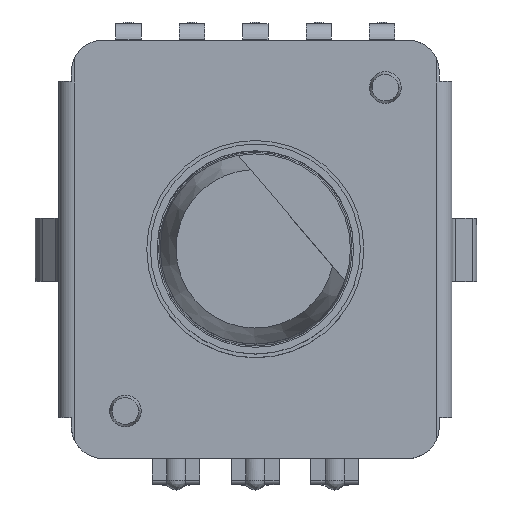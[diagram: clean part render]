
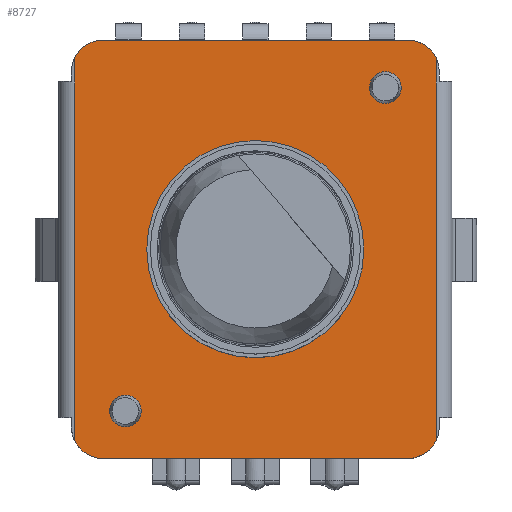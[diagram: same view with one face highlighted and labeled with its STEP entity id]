
A CAD part, top view. The second image highlights one B-rep face of the part: STEP entity #8727.
In plain terms, the highlighted planar face has unit normal (0, 0, 1).
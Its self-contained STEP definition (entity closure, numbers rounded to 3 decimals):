
#248=DIRECTION('',(0.,-1.,0.));
#249=VECTOR('',#248,12.072);
#250=CARTESIAN_POINT('',(13.959,-10.966,3.237));
#251=LINE('',#250,#249);
#267=CARTESIAN_POINT('',(3.459,-11.402,3.237));
#268=DIRECTION('',(0.,0.,1.));
#269=DIRECTION('',(0.,1.,0.));
#270=AXIS2_PLACEMENT_3D('',#267,#268,#269);
#272=DIRECTION('',(-1.,0.,0.));
#273=VECTOR('',#272,9.6);
#274=CARTESIAN_POINT('',(13.059,-10.402,3.237));
#275=LINE('',#274,#273);
#276=CARTESIAN_POINT('',(13.059,-11.402,3.237));
#277=DIRECTION('',(0.,0.,1.));
#278=DIRECTION('',(0.9,0.436,0.));
#279=AXIS2_PLACEMENT_3D('',#276,#277,#278);
#281=CARTESIAN_POINT('',(13.059,-22.602,3.237));
#282=DIRECTION('',(0.,0.,1.));
#283=DIRECTION('',(0.,-1.,0.));
#284=AXIS2_PLACEMENT_3D('',#281,#282,#283);
#286=DIRECTION('',(1.,0.,0.));
#287=VECTOR('',#286,9.6);
#288=CARTESIAN_POINT('',(3.459,-23.602,3.237));
#289=LINE('',#288,#287);
#290=CARTESIAN_POINT('',(3.459,-22.602,3.237));
#291=DIRECTION('',(0.,0.,1.));
#292=DIRECTION('',(-0.9,-0.436,0.));
#293=AXIS2_PLACEMENT_3D('',#290,#291,#292);
#295=CARTESIAN_POINT('',(8.259,-17.002,3.237));
#296=DIRECTION('',(0.,0.,-1.));
#297=DIRECTION('',(1.,0.,0.));
#298=AXIS2_PLACEMENT_3D('',#295,#296,#297);
#300=CARTESIAN_POINT('',(8.259,-17.002,3.237));
#301=DIRECTION('',(0.,0.,-1.));
#302=DIRECTION('',(-1.,0.,0.));
#303=AXIS2_PLACEMENT_3D('',#300,#301,#302);
#305=CARTESIAN_POINT('',(12.359,-11.902,3.237));
#306=DIRECTION('',(0.,0.,1.));
#307=DIRECTION('',(-1.,0.,0.));
#308=AXIS2_PLACEMENT_3D('',#305,#306,#307);
#310=CARTESIAN_POINT('',(12.359,-11.902,3.237));
#311=DIRECTION('',(0.,0.,1.));
#312=DIRECTION('',(1.,0.,0.));
#313=AXIS2_PLACEMENT_3D('',#310,#311,#312);
#351=CARTESIAN_POINT('',(4.159,-22.102,3.237));
#352=DIRECTION('',(0.,0.,1.));
#353=DIRECTION('',(-1.,0.,0.));
#354=AXIS2_PLACEMENT_3D('',#351,#352,#353);
#356=CARTESIAN_POINT('',(4.159,-22.102,3.237));
#357=DIRECTION('',(0.,0.,1.));
#358=DIRECTION('',(1.,0.,0.));
#359=AXIS2_PLACEMENT_3D('',#356,#357,#358);
#736=DIRECTION('',(0.,1.,0.));
#737=VECTOR('',#736,12.072);
#738=CARTESIAN_POINT('',(2.559,-23.038,3.237));
#739=LINE('',#738,#737);
#905=CARTESIAN_POINT('',(2.559,-23.038,3.237));
#6703=VERTEX_POINT('',#905);
#6704=CARTESIAN_POINT('',(2.559,-10.966,3.237));
#6705=VERTEX_POINT('',#6704);
#6707=CARTESIAN_POINT('',(3.459,-10.402,3.237));
#6708=VERTEX_POINT('',#6707);
#6709=CARTESIAN_POINT('',(3.459,-23.602,3.237));
#6710=VERTEX_POINT('',#6709);
#6711=CARTESIAN_POINT('',(13.059,-23.602,3.237));
#6712=VERTEX_POINT('',#6711);
#6713=CARTESIAN_POINT('',(13.959,-23.038,3.237));
#6714=VERTEX_POINT('',#6713);
#6715=CARTESIAN_POINT('',(13.959,-10.966,3.237));
#6716=VERTEX_POINT('',#6715);
#6717=CARTESIAN_POINT('',(13.059,-10.402,3.237));
#6718=VERTEX_POINT('',#6717);
#7983=CARTESIAN_POINT('',(11.684,-17.002,3.237));
#7985=VERTEX_POINT('',#7983);
#7987=CARTESIAN_POINT('',(4.834,-17.002,3.237));
#7989=VERTEX_POINT('',#7987);
#8185=CARTESIAN_POINT('',(11.859,-11.902,3.237));
#8186=CARTESIAN_POINT('',(12.859,-11.902,3.237));
#8187=VERTEX_POINT('',#8185);
#8188=VERTEX_POINT('',#8186);
#8189=CARTESIAN_POINT('',(3.659,-22.102,3.237));
#8190=CARTESIAN_POINT('',(4.659,-22.102,3.237));
#8191=VERTEX_POINT('',#8189);
#8192=VERTEX_POINT('',#8190);
#8689=CARTESIAN_POINT('',(8.259,-17.002,3.237));
#8690=DIRECTION('',(0.,0.,1.));
#8691=DIRECTION('',(1.,0.,0.));
#8692=AXIS2_PLACEMENT_3D('',#8689,#8690,#8691);
#8693=PLANE('',#8692);
#8695=ORIENTED_EDGE('',*,*,#8694,.T.);
#8697=ORIENTED_EDGE('',*,*,#8696,.F.);
#8699=ORIENTED_EDGE('',*,*,#8698,.F.);
#8700=ORIENTED_EDGE('',*,*,#8647,.F.);
#8701=ORIENTED_EDGE('',*,*,#8636,.T.);
#8702=ORIENTED_EDGE('',*,*,#8613,.F.);
#8704=ORIENTED_EDGE('',*,*,#8703,.F.);
#8706=ORIENTED_EDGE('',*,*,#8705,.F.);
#8707=EDGE_LOOP('',(#8695,#8697,#8699,#8700,#8701,#8702,#8704,#8706));
#8708=FACE_OUTER_BOUND('',#8707,.F.);
#8710=ORIENTED_EDGE('',*,*,#8709,.T.);
#8712=ORIENTED_EDGE('',*,*,#8711,.T.);
#8713=EDGE_LOOP('',(#8710,#8712));
#8714=FACE_BOUND('',#8713,.F.);
#8716=ORIENTED_EDGE('',*,*,#8715,.T.);
#8718=ORIENTED_EDGE('',*,*,#8717,.T.);
#8719=EDGE_LOOP('',(#8716,#8718));
#8720=FACE_BOUND('',#8719,.F.);
#8722=ORIENTED_EDGE('',*,*,#8721,.F.);
#8724=ORIENTED_EDGE('',*,*,#8723,.F.);
#8725=EDGE_LOOP('',(#8722,#8724));
#8726=FACE_BOUND('',#8725,.F.);
#8727=ADVANCED_FACE('',(#8708,#8714,#8720,#8726),#8693,.T.);
#271=CIRCLE('',#270,1.);
#280=CIRCLE('',#279,1.);
#285=CIRCLE('',#284,1.);
#294=CIRCLE('',#293,1.);
#299=CIRCLE('',#298,3.425);
#304=CIRCLE('',#303,3.425);
#309=CIRCLE('',#308,0.5);
#314=CIRCLE('',#313,0.5);
#355=CIRCLE('',#354,0.5);
#360=CIRCLE('',#359,0.5);
#8613=EDGE_CURVE('',#6712,#6714,#285,.T.);
#8636=EDGE_CURVE('',#6716,#6714,#251,.T.);
#8647=EDGE_CURVE('',#6716,#6718,#280,.T.);
#8694=EDGE_CURVE('',#6703,#6705,#739,.T.);
#8696=EDGE_CURVE('',#6708,#6705,#271,.T.);
#8698=EDGE_CURVE('',#6718,#6708,#275,.T.);
#8703=EDGE_CURVE('',#6710,#6712,#289,.T.);
#8705=EDGE_CURVE('',#6703,#6710,#294,.T.);
#8709=EDGE_CURVE('',#8187,#8188,#309,.T.);
#8711=EDGE_CURVE('',#8188,#8187,#314,.T.);
#8715=EDGE_CURVE('',#8191,#8192,#355,.T.);
#8717=EDGE_CURVE('',#8192,#8191,#360,.T.);
#8721=EDGE_CURVE('',#7985,#7989,#299,.T.);
#8723=EDGE_CURVE('',#7989,#7985,#304,.T.);
